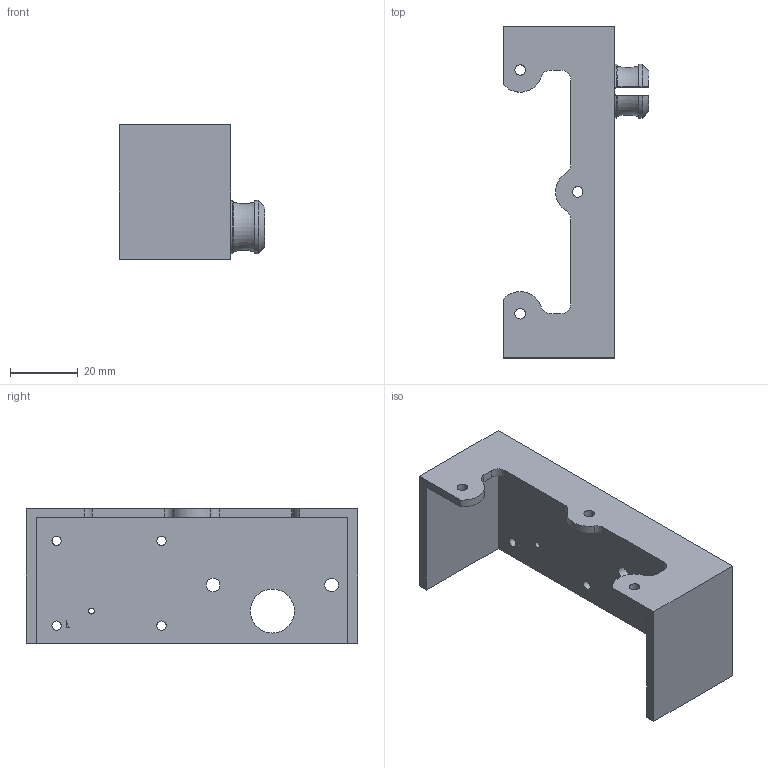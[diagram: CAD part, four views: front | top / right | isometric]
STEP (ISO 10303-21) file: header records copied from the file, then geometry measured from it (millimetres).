
FILE_DESCRIPTION(/* description */ ('STEP AP242','CAx-IF Rec.Pracs.---Representation and Presentation of Product Manufacturing Information (PMI)---4.0---2014-10-13','CAx-IF Rec.Pracs.---3D Tessellated Geometry---0.4---2014-09-14','2;1'),/* implementation_level */ '2;1');
FILE_NAME(/* name */ '6568075e218dde31bb9a91c1',/* time_stamp */ '2023-11-30T03:54:06Z',/* author */ (''),/* organization */ (''),/* preprocessor_version */ 'ST-DEVELOPER v19.4',/* originating_system */ ' ',/* authorisation */ ' ');
FILE_SCHEMA (('AP242_MANAGED_MODEL_BASED_3D_ENGINEERING_MIM_LF { 1 0 10303 442 1 1 4 }'));
Length unit declared in the file: metre
Products named in the file (1): V1 Chassis - Left
Bounding box: 43 x 98 x 39.7 mm (x, y, z)
Volume: 22709.5 mm3; surface area: 17444.6 mm2
Topology: 1 solids, 1 shells, 73 faces, 205 edges, 138 vertices
Faces by surface type: cylinder 31, plane 29, torus 6, bspline 4, cone 2, sphere 1
Full cylindrical faces by diameter (mm): 1.75 x1, 2.75 x4, 3.1 x3, 4 x2, 13 x1
Entity records: 2610 total; most frequent: CARTESIAN_POINT 735, ORIENTED_EDGE 378, DIRECTION 370, EDGE_CURVE 189, AXIS2_PLACEMENT_3D 142, VERTEX_POINT 133, EDGE_LOOP 110, FACE_BOUND 110
